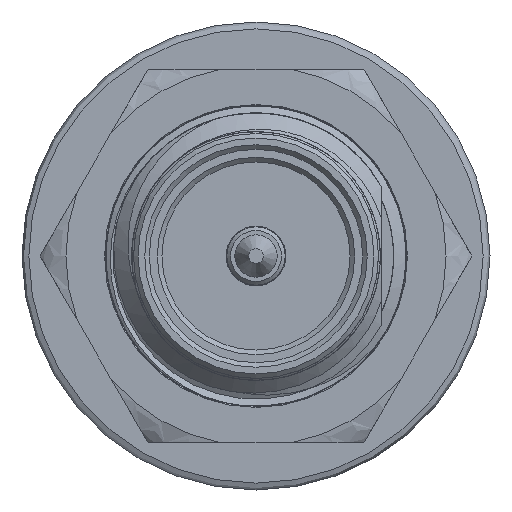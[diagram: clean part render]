
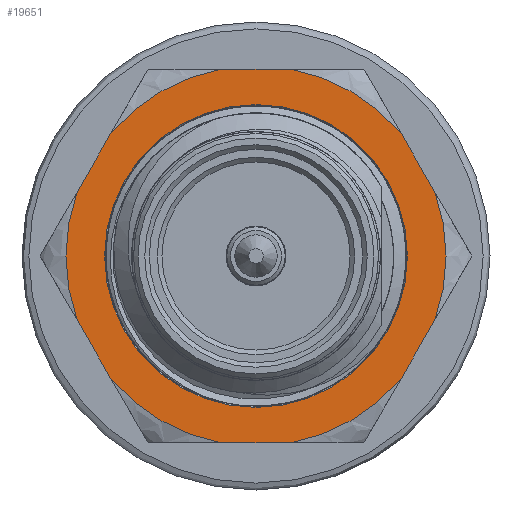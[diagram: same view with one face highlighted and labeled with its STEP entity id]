
A CAD part, front view. The second image highlights one B-rep face of the part: STEP entity #19651.
In plain terms, the highlighted planar face has unit normal (0, -1, 0).
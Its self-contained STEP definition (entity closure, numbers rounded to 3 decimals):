
#702=LINE('',#38138,#1936);
#703=LINE('',#38142,#1937);
#704=LINE('',#38146,#1938);
#705=LINE('',#38150,#1939);
#706=LINE('',#38154,#1940);
#707=LINE('',#38158,#1941);
#1936=VECTOR('',#24434,1000.);
#1937=VECTOR('',#24437,1000.);
#1938=VECTOR('',#24440,1000.);
#1939=VECTOR('',#24443,1000.);
#1940=VECTOR('',#24446,1000.);
#1941=VECTOR('',#24449,1000.);
#3607=PLANE('',#21331);
#4608=ORIENTED_EDGE('',*,*,#10288,.T.);
#4609=ORIENTED_EDGE('',*,*,#10289,.F.);
#4610=ORIENTED_EDGE('',*,*,#10290,.T.);
#4611=ORIENTED_EDGE('',*,*,#10291,.F.);
#4612=ORIENTED_EDGE('',*,*,#10292,.T.);
#4613=ORIENTED_EDGE('',*,*,#10293,.F.);
#4614=ORIENTED_EDGE('',*,*,#10294,.T.);
#4615=ORIENTED_EDGE('',*,*,#10295,.F.);
#4616=ORIENTED_EDGE('',*,*,#10296,.T.);
#4617=ORIENTED_EDGE('',*,*,#10297,.F.);
#4618=ORIENTED_EDGE('',*,*,#10298,.T.);
#4619=ORIENTED_EDGE('',*,*,#10299,.F.);
#4620=ORIENTED_EDGE('',*,*,#10300,.T.);
#10288=EDGE_CURVE('',#13214,#13214,#14874,.F.);
#10289=EDGE_CURVE('',#13215,#13216,#14875,.F.);
#10290=EDGE_CURVE('',#13215,#13217,#702,.T.);
#10291=EDGE_CURVE('',#13218,#13217,#14876,.F.);
#10292=EDGE_CURVE('',#13218,#13219,#703,.T.);
#10293=EDGE_CURVE('',#13220,#13219,#14877,.F.);
#10294=EDGE_CURVE('',#13220,#13221,#704,.T.);
#10295=EDGE_CURVE('',#13222,#13221,#14878,.F.);
#10296=EDGE_CURVE('',#13222,#13223,#705,.T.);
#10297=EDGE_CURVE('',#13224,#13223,#14879,.F.);
#10298=EDGE_CURVE('',#13224,#13225,#706,.T.);
#10299=EDGE_CURVE('',#13226,#13225,#14880,.F.);
#10300=EDGE_CURVE('',#13226,#13216,#707,.T.);
#13214=VERTEX_POINT('',#38134);
#13215=VERTEX_POINT('',#38136);
#13216=VERTEX_POINT('',#38137);
#13217=VERTEX_POINT('',#38139);
#13218=VERTEX_POINT('',#38141);
#13219=VERTEX_POINT('',#38143);
#13220=VERTEX_POINT('',#38145);
#13221=VERTEX_POINT('',#38147);
#13222=VERTEX_POINT('',#38149);
#13223=VERTEX_POINT('',#38151);
#13224=VERTEX_POINT('',#38153);
#13225=VERTEX_POINT('',#38155);
#13226=VERTEX_POINT('',#38157);
#14874=CIRCLE('',#21332,3.3);
#14875=CIRCLE('',#21333,4.142);
#14876=CIRCLE('',#21334,4.142);
#14877=CIRCLE('',#21335,4.142);
#14878=CIRCLE('',#21336,4.142);
#14879=CIRCLE('',#21337,4.142);
#14880=CIRCLE('',#21338,4.142);
#16285=EDGE_LOOP('',(#4608));
#16286=EDGE_LOOP('',(#4609,#4610,#4611,#4612,#4613,#4614,#4615,#4616,#4617,
#4618,#4619,#4620));
#17741=FACE_BOUND('',#16285,.T.);
#17742=FACE_BOUND('',#16286,.T.);
#19651=ADVANCED_FACE('',(#17741,#17742),#3607,.T.);
#21331=AXIS2_PLACEMENT_3D('',#38132,#24428,#24429);
#21332=AXIS2_PLACEMENT_3D('',#38133,#24430,#24431);
#21333=AXIS2_PLACEMENT_3D('',#38135,#24432,#24433);
#21334=AXIS2_PLACEMENT_3D('',#38140,#24435,#24436);
#21335=AXIS2_PLACEMENT_3D('',#38144,#24438,#24439);
#21336=AXIS2_PLACEMENT_3D('',#38148,#24441,#24442);
#21337=AXIS2_PLACEMENT_3D('',#38152,#24444,#24445);
#21338=AXIS2_PLACEMENT_3D('',#38156,#24447,#24448);
#24428=DIRECTION('',(0.,-1.,0.));
#24429=DIRECTION('',(0.,0.,-1.));
#24430=DIRECTION('',(0.,-1.,0.));
#24431=DIRECTION('',(0.,0.,-1.));
#24432=DIRECTION('',(0.,-1.,0.));
#24433=DIRECTION('',(0.,0.,-1.));
#24434=DIRECTION('',(1.,0.,0.));
#24435=DIRECTION('',(0.,-1.,0.));
#24436=DIRECTION('',(0.,0.,-1.));
#24437=DIRECTION('',(0.5,0.,0.866));
#24438=DIRECTION('',(0.,-1.,0.));
#24439=DIRECTION('',(0.,0.,-1.));
#24440=DIRECTION('',(-0.5,0.,0.866));
#24441=DIRECTION('',(0.,-1.,0.));
#24442=DIRECTION('',(0.,0.,-1.));
#24443=DIRECTION('',(-1.,0.,0.));
#24444=DIRECTION('',(0.,-1.,0.));
#24445=DIRECTION('',(0.,0.,-1.));
#24446=DIRECTION('',(-0.5,0.,-0.866));
#24447=DIRECTION('',(0.,-1.,0.));
#24448=DIRECTION('',(0.,0.,-1.));
#24449=DIRECTION('',(0.5,0.,-0.866));
#38132=CARTESIAN_POINT('',(0.,-1.,0.));
#38133=CARTESIAN_POINT('',(0.,-1.,0.));
#38134=CARTESIAN_POINT('',(0.,-1.,-3.3));
#38135=CARTESIAN_POINT('',(0.,-1.,0.));
#38136=CARTESIAN_POINT('',(-0.744,-1.,-4.075));
#38137=CARTESIAN_POINT('',(-3.157,-1.,-2.682));
#38138=CARTESIAN_POINT('',(-2.353,-1.,-4.075));
#38139=CARTESIAN_POINT('',(0.744,-1.,-4.075));
#38140=CARTESIAN_POINT('',(0.,-1.,0.));
#38141=CARTESIAN_POINT('',(3.157,-1.,-2.682));
#38142=CARTESIAN_POINT('',(2.353,-1.,-4.075));
#38143=CARTESIAN_POINT('',(3.901,-1.,-1.393));
#38144=CARTESIAN_POINT('',(0.,-1.,0.));
#38145=CARTESIAN_POINT('',(3.901,-1.,1.393));
#38146=CARTESIAN_POINT('',(4.705,-1.,0.));
#38147=CARTESIAN_POINT('',(3.157,-1.,2.682));
#38148=CARTESIAN_POINT('',(0.,-1.,0.));
#38149=CARTESIAN_POINT('',(0.744,-1.,4.075));
#38150=CARTESIAN_POINT('',(2.353,-1.,4.075));
#38151=CARTESIAN_POINT('',(-0.744,-1.,4.075));
#38152=CARTESIAN_POINT('',(0.,-1.,0.));
#38153=CARTESIAN_POINT('',(-3.157,-1.,2.682));
#38154=CARTESIAN_POINT('',(-2.353,-1.,4.075));
#38155=CARTESIAN_POINT('',(-3.901,-1.,1.393));
#38156=CARTESIAN_POINT('',(0.,-1.,0.));
#38157=CARTESIAN_POINT('',(-3.901,-1.,-1.393));
#38158=CARTESIAN_POINT('',(-4.705,-1.,0.));
